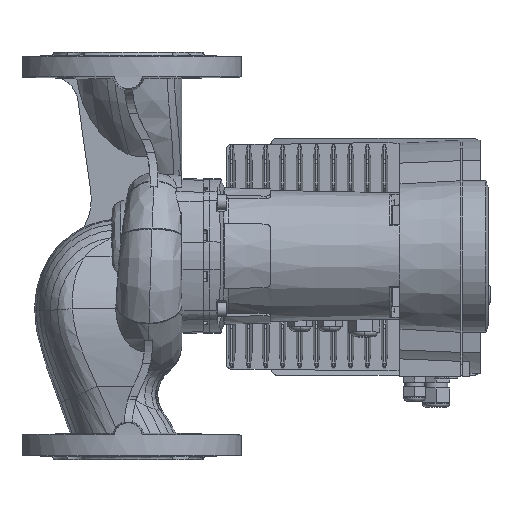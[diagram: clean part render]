
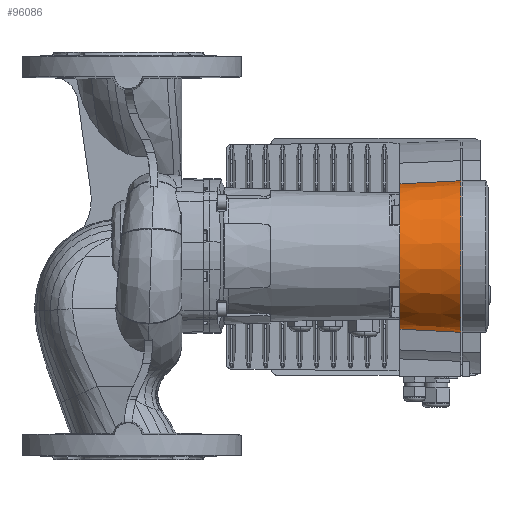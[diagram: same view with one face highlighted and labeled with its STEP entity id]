
A CAD part, top view. The second image highlights one B-rep face of the part: STEP entity #96086.
In plain terms, the highlighted conical face has half-angle 3 degrees and reference radius 67 mm.
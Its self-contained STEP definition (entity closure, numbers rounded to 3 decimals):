
#5552 = B_SPLINE_CURVE_WITH_KNOTS ( 'NONE', 3,
 ( #88091, #88092, #88099, #88100 ),
 .UNSPECIFIED., .F., .F.,
 ( 4, 4 ),
 ( 0.006, 0.054 ),
 .UNSPECIFIED. ) ;
#5554 = B_SPLINE_CURVE_WITH_KNOTS ( 'NONE', 3,
 ( #88102, #88101, #88107, #88108 ),
 .UNSPECIFIED., .F., .F.,
 ( 4, 4 ),
 ( 0.006, 0.054 ),
 .UNSPECIFIED. ) ;
#32795 = EDGE_LOOP ( 'NONE', ( #42855, #42857, #42859, #42861, #42863, #42865 ) ) ;
#42855 = ORIENTED_EDGE ( 'NONE', *, *, #101396, .F. ) ;
#42857 = ORIENTED_EDGE ( 'NONE', *, *, #101399, .T. ) ;
#42859 = ORIENTED_EDGE ( 'NONE', *, *, #101401, .T. ) ;
#42861 = ORIENTED_EDGE ( 'NONE', *, *, #101402, .T. ) ;
#42863 = ORIENTED_EDGE ( 'NONE', *, *, #101404, .F. ) ;
#42865 = ORIENTED_EDGE ( 'NONE', *, *, #101405, .F. ) ;
#49123 = AXIS2_PLACEMENT_3D ( 'NONE', #88103, #88104, #88105 ) ;
#49127 = CIRCLE ( 'NONE', #49123, 67. ) ;
#49141 = AXIS2_PLACEMENT_3D ( 'NONE', #88094, #88095, #88096 ) ;
#49144 = VECTOR ( 'NONE', #88097, 1000. ) ;
#49160 = CIRCLE ( 'NONE', #49141, 64.17 ) ;
#49165 = VECTOR ( 'NONE', #88087, 1000. ) ;
#71740 = AXIS2_PLACEMENT_3D ( 'NONE', #101465, #101467, #101485 ) ;
#71749 = CONICAL_SURFACE ( 'NONE', #71740, 67., 0.052 ) ;
#87113 = VERTEX_POINT ( 'NONE', #123920 ) ;
#87139 = VERTEX_POINT ( 'NONE', #123933 ) ;
#87145 = VERTEX_POINT ( 'NONE', #123936 ) ;
#87149 = VERTEX_POINT ( 'NONE', #123938 ) ;
#87153 = VERTEX_POINT ( 'NONE', #123940 ) ;
#87155 = VERTEX_POINT ( 'NONE', #123941 ) ;
#88079 = CARTESIAN_POINT ( 'NONE',  ( 264.5, 67., -266.046 ) ) ;
#88083 = LINE ( 'NONE', #88079, #49165 ) ;
#88087 = DIRECTION ( 'NONE',  ( 0.999, 0.052, 0. ) ) ;
#88088 = CARTESIAN_POINT ( 'NONE',  ( 264.5, -67., -266.046 ) ) ;
#88091 = CARTESIAN_POINT ( 'NONE',  ( 216.298, -64.474, -266.046 ) ) ;
#88092 = CARTESIAN_POINT ( 'NONE',  ( 232.365, -65.316, -265.339 ) ) ;
#88093 = LINE ( 'NONE', #88088, #49144 ) ;
#88094 = CARTESIAN_POINT ( 'NONE',  ( 210.5, 0., -266.046 ) ) ;
#88095 = DIRECTION ( 'NONE',  ( 1., 0., 0. ) ) ;
#88096 = DIRECTION ( 'NONE',  ( 0., -1., 0. ) ) ;
#88097 = DIRECTION ( 'NONE',  ( 0.999, -0.052, 0. ) ) ;
#88099 = CARTESIAN_POINT ( 'NONE',  ( 248.432, -66.146, -264.631 ) ) ;
#88100 = CARTESIAN_POINT ( 'NONE',  ( 264.5, -66.966, -263.92 ) ) ;
#88101 = CARTESIAN_POINT ( 'NONE',  ( 232.365, 65.316, -265.339 ) ) ;
#88102 = CARTESIAN_POINT ( 'NONE',  ( 216.298, 64.474, -266.046 ) ) ;
#88103 = CARTESIAN_POINT ( 'NONE',  ( 264.5, 0., -266.046 ) ) ;
#88104 = DIRECTION ( 'NONE',  ( 1., 0., 0. ) ) ;
#88105 = DIRECTION ( 'NONE',  ( 0., -1., 0. ) ) ;
#88107 = CARTESIAN_POINT ( 'NONE',  ( 248.432, 66.146, -264.631 ) ) ;
#88108 = CARTESIAN_POINT ( 'NONE',  ( 264.5, 66.966, -263.92 ) ) ;
#96086 = ADVANCED_FACE ( 'NONE', ( #101466 ), #71749, .T. ) ;
#101396 = EDGE_CURVE ( 'NONE', #87139, #87149, #88083, .T. ) ;
#101399 = EDGE_CURVE ( 'NONE', #87139, #87113, #49160, .T. ) ;
#101401 = EDGE_CURVE ( 'NONE', #87113, #87153, #88093, .T. ) ;
#101402 = EDGE_CURVE ( 'NONE', #87153, #87155, #5552, .T. ) ;
#101404 = EDGE_CURVE ( 'NONE', #87145, #87155, #49127, .T. ) ;
#101405 = EDGE_CURVE ( 'NONE', #87149, #87145, #5554, .T. ) ;
#101465 = CARTESIAN_POINT ( 'NONE',  ( 264.5, 0., -266.046 ) ) ;
#101466 = FACE_OUTER_BOUND ( 'NONE', #32795, .T. ) ;
#101467 = DIRECTION ( 'NONE',  ( 1., 0., 0. ) ) ;
#101485 = DIRECTION ( 'NONE',  ( 0., -1., 0. ) ) ;
#123920 = CARTESIAN_POINT ( 'NONE',  ( 210.5, -64.17, -266.046 ) ) ;
#123933 = CARTESIAN_POINT ( 'NONE',  ( 210.5, 64.17, -266.046 ) ) ;
#123936 = CARTESIAN_POINT ( 'NONE',  ( 264.5, 66.966, -263.92 ) ) ;
#123938 = CARTESIAN_POINT ( 'NONE',  ( 216.298, 64.474, -266.046 ) ) ;
#123940 = CARTESIAN_POINT ( 'NONE',  ( 216.298, -64.474, -266.046 ) ) ;
#123941 = CARTESIAN_POINT ( 'NONE',  ( 264.5, -66.966, -263.92 ) ) ;
